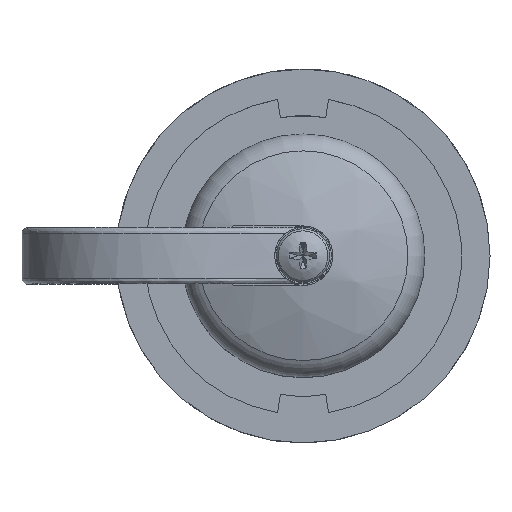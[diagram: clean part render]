
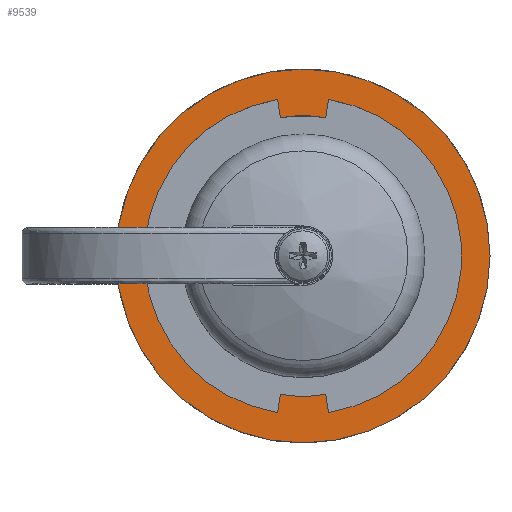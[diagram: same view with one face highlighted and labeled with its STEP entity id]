
A CAD part, top view. The second image highlights one B-rep face of the part: STEP entity #9539.
In plain terms, the highlighted planar face has unit normal (0, 0, 1).
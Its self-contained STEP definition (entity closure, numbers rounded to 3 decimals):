
#264=FACE_BOUND('',#1904,.T.);
#484=PLANE('',#10352);
#834=CIRCLE('',#10284,28.);
#835=CIRCLE('',#10287,24.75);
#836=CIRCLE('',#10290,28.);
#837=CIRCLE('',#10293,24.75);
#854=CIRCLE('',#10353,33.);
#855=CIRCLE('',#10354,33.);
#1345=FACE_OUTER_BOUND('',#1903,.T.);
#1903=EDGE_LOOP('',(#8249,#8250));
#1904=EDGE_LOOP('',(#8251,#8252,#8253,#8254,#8255,#8256,#8257,#8258));
#2791=LINE('',#24399,#3347);
#2794=LINE('',#24407,#3350);
#2797=LINE('',#24415,#3353);
#2800=LINE('',#24423,#3356);
#3347=VECTOR('',#12265,10.);
#3350=VECTOR('',#12274,10.);
#3353=VECTOR('',#12283,10.);
#3356=VECTOR('',#12292,10.);
#4263=VERTEX_POINT('',#24396);
#4264=VERTEX_POINT('',#24398);
#4265=VERTEX_POINT('',#24402);
#4266=VERTEX_POINT('',#24406);
#4267=VERTEX_POINT('',#24410);
#4268=VERTEX_POINT('',#24414);
#4269=VERTEX_POINT('',#24418);
#4270=VERTEX_POINT('',#24422);
#4306=VERTEX_POINT('',#24793);
#4307=VERTEX_POINT('',#24794);
#5554=EDGE_CURVE('',#4264,#4263,#2791,.T.);
#5556=EDGE_CURVE('',#4264,#4265,#834,.T.);
#5558=EDGE_CURVE('',#4266,#4265,#2794,.T.);
#5560=EDGE_CURVE('',#4267,#4266,#835,.T.);
#5562=EDGE_CURVE('',#4268,#4267,#2797,.T.);
#5564=EDGE_CURVE('',#4268,#4269,#836,.T.);
#5566=EDGE_CURVE('',#4270,#4269,#2800,.T.);
#5568=EDGE_CURVE('',#4263,#4270,#837,.T.);
#5644=EDGE_CURVE('',#4306,#4307,#854,.T.);
#5645=EDGE_CURVE('',#4307,#4306,#855,.T.);
#8249=ORIENTED_EDGE('',*,*,#5644,.T.);
#8250=ORIENTED_EDGE('',*,*,#5645,.T.);
#8251=ORIENTED_EDGE('',*,*,#5558,.T.);
#8252=ORIENTED_EDGE('',*,*,#5556,.F.);
#8253=ORIENTED_EDGE('',*,*,#5554,.T.);
#8254=ORIENTED_EDGE('',*,*,#5568,.T.);
#8255=ORIENTED_EDGE('',*,*,#5566,.T.);
#8256=ORIENTED_EDGE('',*,*,#5564,.F.);
#8257=ORIENTED_EDGE('',*,*,#5562,.T.);
#8258=ORIENTED_EDGE('',*,*,#5560,.T.);
#9539=ADVANCED_FACE('',(#1345,#264),#484,.T.);
#10284=AXIS2_PLACEMENT_3D('',#24403,#12269,#12270);
#10287=AXIS2_PLACEMENT_3D('',#24411,#12278,#12279);
#10290=AXIS2_PLACEMENT_3D('',#24419,#12287,#12288);
#10293=AXIS2_PLACEMENT_3D('',#24426,#12296,#12297);
#10352=AXIS2_PLACEMENT_3D('',#24792,#12453,#12454);
#10353=AXIS2_PLACEMENT_3D('',#24795,#12455,#12456);
#10354=AXIS2_PLACEMENT_3D('',#24796,#12457,#12458);
#12265=DIRECTION('',(0.154,-0.988,0.));
#12269=DIRECTION('center_axis',(0.,0.,
1.));
#12270=DIRECTION('ref_axis',(-1.,0.,0.));
#12274=DIRECTION('',(-0.154,-0.988,0.));
#12278=DIRECTION('center_axis',(0.,0.,
-1.));
#12279=DIRECTION('ref_axis',(-0.162,-0.987,0.));
#12283=DIRECTION('',(-0.154,0.988,0.));
#12287=DIRECTION('center_axis',(0.,0.,
1.));
#12288=DIRECTION('ref_axis',(-1.,0.,0.));
#12292=DIRECTION('',(0.154,0.988,0.));
#12296=DIRECTION('center_axis',(0.,0.,
-1.));
#12297=DIRECTION('ref_axis',(0.162,0.987,0.));
#12453=DIRECTION('center_axis',(0.,0.,
1.));
#12454=DIRECTION('ref_axis',(-1.,0.,0.));
#12455=DIRECTION('center_axis',(0.,0.,
1.));
#12456=DIRECTION('ref_axis',(-1.,0.,0.));
#12457=DIRECTION('center_axis',(0.,0.,
1.));
#12458=DIRECTION('ref_axis',(-1.,0.,0.));
#24396=CARTESIAN_POINT('',(-4.,24.425,78.5));
#24398=CARTESIAN_POINT('',(-4.5,27.636,78.5));
#24399=CARTESIAN_POINT('',(-2.457,14.515,78.5));
#24402=CARTESIAN_POINT('',(-4.5,-27.636,78.5));
#24403=CARTESIAN_POINT('Origin',(0.,0.,
78.5));
#24406=CARTESIAN_POINT('',(-4.,-24.425,78.5));
#24407=CARTESIAN_POINT('',(-2.707,-16.121,78.5));
#24410=CARTESIAN_POINT('',(4.,-24.425,78.5));
#24411=CARTESIAN_POINT('Origin',(0.,0.,
78.5));
#24414=CARTESIAN_POINT('',(4.5,-27.636,78.5));
#24415=CARTESIAN_POINT('',(1.735,-9.879,78.5));
#24418=CARTESIAN_POINT('',(4.5,27.636,78.5));
#24419=CARTESIAN_POINT('Origin',(0.,0.,
78.5));
#24422=CARTESIAN_POINT('',(4.,24.425,78.5));
#24423=CARTESIAN_POINT('',(1.985,11.485,78.5));
#24426=CARTESIAN_POINT('Origin',(0.,0.,
78.5));
#24792=CARTESIAN_POINT('Origin',(-30.5,0.,78.5));
#24793=CARTESIAN_POINT('',(-33.,0.,78.5));
#24794=CARTESIAN_POINT('',(33.,0.,78.5));
#24795=CARTESIAN_POINT('Origin',(0.,0.,
78.5));
#24796=CARTESIAN_POINT('Origin',(0.,0.,
78.5));
